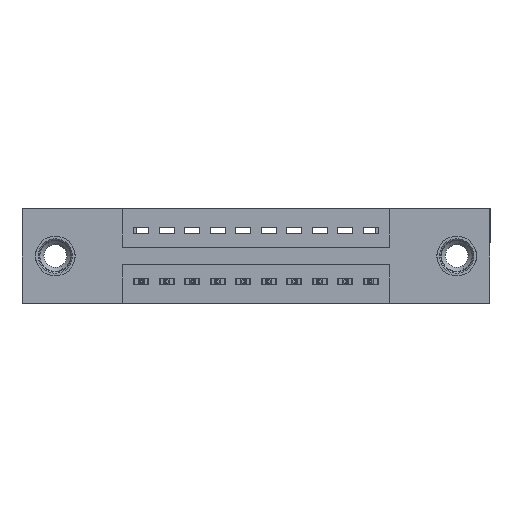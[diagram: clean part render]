
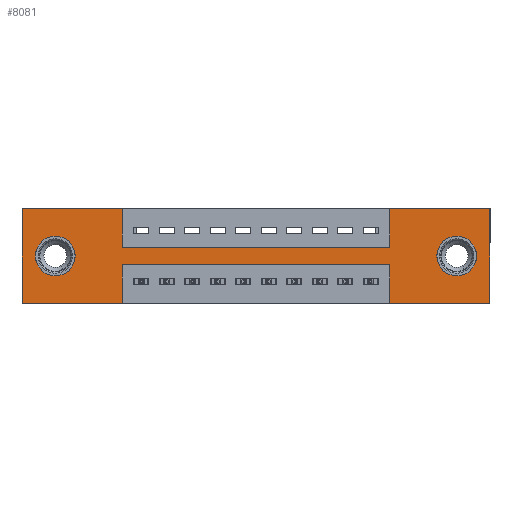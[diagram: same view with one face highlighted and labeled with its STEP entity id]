
A CAD part, front view. The second image highlights one B-rep face of the part: STEP entity #8081.
In plain terms, the highlighted planar face has unit normal (0, -1, 0).
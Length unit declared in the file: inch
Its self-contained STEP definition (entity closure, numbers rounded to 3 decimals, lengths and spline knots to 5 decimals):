
#249 = VECTOR ( 'NONE', #15015, 39.37008 ) ;
#264 = CARTESIAN_POINT ( 'NONE',  ( 0., 0., -0.37 ) ) ;
#282 = DIRECTION ( 'NONE',  ( 0., 0., 1. ) ) ;
#375 = ORIENTED_EDGE ( 'NONE', *, *, #4454, .F. ) ;
#424 = CARTESIAN_POINT ( 'NONE',  ( 0.3925, 0., -0.22 ) ) ;
#441 = LINE ( 'NONE', #15734, #6177 ) ;
#479 = VERTEX_POINT ( 'NONE', #14420 ) ;
#628 = CARTESIAN_POINT ( 'NONE',  ( 0., 0., 0. ) ) ;
#1081 = DIRECTION ( 'NONE',  ( 0., 1., 0. ) ) ;
#1120 = CARTESIAN_POINT ( 'NONE',  ( 1.4425, 0., -0.15 ) ) ;
#1222 = FACE_OUTER_BOUND ( 'NONE', #11702, .T. ) ;
#1491 = EDGE_CURVE ( 'NONE', #12432, #13231, #3634, .T. ) ;
#2009 = CARTESIAN_POINT ( 'NONE',  ( 0.3925, 0., -0.15 ) ) ;
#2111 = EDGE_CURVE ( 'NONE', #6958, #6783, #6813, .T. ) ;
#2172 = DIRECTION ( 'NONE',  ( -1., 0., 0. ) ) ;
#2258 = CARTESIAN_POINT ( 'NONE',  ( 0.13, 0., -0.185 ) ) ;
#2614 = EDGE_LOOP ( 'NONE', ( #5802, #7417 ) ) ;
#2989 = EDGE_CURVE ( 'NONE', #6783, #14724, #3286, .T. ) ;
#3176 = AXIS2_PLACEMENT_3D ( 'NONE', #2258, #7408, #15184 ) ;
#3232 = VERTEX_POINT ( 'NONE', #5722 ) ;
#3286 = LINE ( 'NONE', #13734, #3305 ) ;
#3305 = VECTOR ( 'NONE', #2172, 39.37008 ) ;
#3447 = DIRECTION ( 'NONE',  ( 0., 0., 1. ) ) ;
#3634 = LINE ( 'NONE', #13921, #10530 ) ;
#3753 = FACE_BOUND ( 'NONE', #2614, .T. ) ;
#4338 = LINE ( 'NONE', #9540, #15628 ) ;
#4454 = EDGE_CURVE ( 'NONE', #13231, #14800, #6217, .T. ) ;
#4470 = CIRCLE ( 'NONE', #8761, 0.078 ) ;
#4546 = CARTESIAN_POINT ( 'NONE',  ( 1.4425, 0., -0.22 ) ) ;
#5118 = FACE_BOUND ( 'NONE', #14884, .T. ) ;
#5178 = ORIENTED_EDGE ( 'NONE', *, *, #11709, .F. ) ;
#5255 = CARTESIAN_POINT ( 'NONE',  ( 0.3925, 0., -0.22 ) ) ;
#5528 = CARTESIAN_POINT ( 'NONE',  ( 1.705, 0., -0.185 ) ) ;
#5536 = DIRECTION ( 'NONE',  ( -1., 0., 0. ) ) ;
#5552 = DIRECTION ( 'NONE',  ( 0., 0., -1. ) ) ;
#5575 = LINE ( 'NONE', #5255, #12048 ) ;
#5722 = CARTESIAN_POINT ( 'NONE',  ( 1.4425, 0., 0. ) ) ;
#5802 = ORIENTED_EDGE ( 'NONE', *, *, #8124, .T. ) ;
#5860 = LINE ( 'NONE', #628, #8553 ) ;
#5916 = DIRECTION ( 'NONE',  ( 0., 1., 0. ) ) ;
#6041 = CARTESIAN_POINT ( 'NONE',  ( 1.4425, 0., 0. ) ) ;
#6122 = DIRECTION ( 'NONE',  ( 0., 0., 1. ) ) ;
#6131 = AXIS2_PLACEMENT_3D ( 'NONE', #10776, #9649, #8303 ) ;
#6177 = VECTOR ( 'NONE', #282, 39.37008 ) ;
#6210 = DIRECTION ( 'NONE',  ( 0., -1., 0. ) ) ;
#6217 = LINE ( 'NONE', #12455, #9815 ) ;
#6242 = ORIENTED_EDGE ( 'NONE', *, *, #2111, .F. ) ;
#6244 = VECTOR ( 'NONE', #5552, 39.37008 ) ;
#6373 = PLANE ( 'NONE',  #9828 ) ;
#6464 = LINE ( 'NONE', #7892, #10466 ) ;
#6578 = EDGE_CURVE ( 'NONE', #3232, #12411, #4338, .T. ) ;
#6650 = VERTEX_POINT ( 'NONE', #1120 ) ;
#6783 = VERTEX_POINT ( 'NONE', #16635 ) ;
#6798 = DIRECTION ( 'NONE',  ( 0., 0., 1. ) ) ;
#6813 = LINE ( 'NONE', #14407, #6244 ) ;
#6958 = VERTEX_POINT ( 'NONE', #424 ) ;
#7030 = VERTEX_POINT ( 'NONE', #12396 ) ;
#7306 = CARTESIAN_POINT ( 'NONE',  ( 1.835, 0., -0.37 ) ) ;
#7408 = DIRECTION ( 'NONE',  ( 0., 1., 0. ) ) ;
#7417 = ORIENTED_EDGE ( 'NONE', *, *, #10920, .T. ) ;
#7477 = ORIENTED_EDGE ( 'NONE', *, *, #12641, .F. ) ;
#7660 = CARTESIAN_POINT ( 'NONE',  ( 0.13, 0., -0.185 ) ) ;
#7892 = CARTESIAN_POINT ( 'NONE',  ( 1.835, 0., 0. ) ) ;
#8081 = ADVANCED_FACE ( 'NONE', ( #3753, #5118, #1222 ), #6373, .T. ) ;
#8124 = EDGE_CURVE ( 'NONE', #10779, #7030, #4470, .T. ) ;
#8149 = VERTEX_POINT ( 'NONE', #8426 ) ;
#8303 = DIRECTION ( 'NONE',  ( 0., 0., -1. ) ) ;
#8371 = LINE ( 'NONE', #9552, #11014 ) ;
#8426 = CARTESIAN_POINT ( 'NONE',  ( 0.13, 0., -0.263 ) ) ;
#8553 = VECTOR ( 'NONE', #6798, 39.37008 ) ;
#8730 = DIRECTION ( 'NONE',  ( 0., 0., -1. ) ) ;
#8761 = AXIS2_PLACEMENT_3D ( 'NONE', #5528, #5916, #10667 ) ;
#9341 = ORIENTED_EDGE ( 'NONE', *, *, #6578, .F. ) ;
#9540 = CARTESIAN_POINT ( 'NONE',  ( 0., 0., 0. ) ) ;
#9552 = CARTESIAN_POINT ( 'NONE',  ( 0., 0., -0.37 ) ) ;
#9649 = DIRECTION ( 'NONE',  ( 0., 1., 0. ) ) ;
#9815 = VECTOR ( 'NONE', #8730, 39.37008 ) ;
#9828 = AXIS2_PLACEMENT_3D ( 'NONE', #13876, #6210, #12607 ) ;
#9963 = ORIENTED_EDGE ( 'NONE', *, *, #13104, .F. ) ;
#9991 = ORIENTED_EDGE ( 'NONE', *, *, #12018, .T. ) ;
#10191 = VECTOR ( 'NONE', #6122, 39.37008 ) ;
#10202 = ORIENTED_EDGE ( 'NONE', *, *, #13701, .F. ) ;
#10373 = CARTESIAN_POINT ( 'NONE',  ( 0.13, 0., -0.107 ) ) ;
#10456 = CIRCLE ( 'NONE', #3176, 0.078 ) ;
#10466 = VECTOR ( 'NONE', #11615, 39.37008 ) ;
#10530 = VECTOR ( 'NONE', #15612, 39.37008 ) ;
#10667 = DIRECTION ( 'NONE',  ( 0., 0., -1. ) ) ;
#10776 = CARTESIAN_POINT ( 'NONE',  ( 1.705, 0., -0.185 ) ) ;
#10779 = VERTEX_POINT ( 'NONE', #15682 ) ;
#10915 = ORIENTED_EDGE ( 'NONE', *, *, #2989, .F. ) ;
#10920 = EDGE_CURVE ( 'NONE', #7030, #10779, #15559, .T. ) ;
#11014 = VECTOR ( 'NONE', #5536, 39.37008 ) ;
#11145 = VERTEX_POINT ( 'NONE', #7306 ) ;
#11224 = LINE ( 'NONE', #2009, #249 ) ;
#11615 = DIRECTION ( 'NONE',  ( 0., 0., -1. ) ) ;
#11702 = EDGE_LOOP ( 'NONE', ( #6242, #5178, #9963, #15676, #7477, #9341, #15558, #10202, #375, #15716, #13560, #10915 ) ) ;
#11709 = EDGE_CURVE ( 'NONE', #14190, #6958, #5575, .T. ) ;
#11988 = EDGE_CURVE ( 'NONE', #8149, #15030, #15584, .T. ) ;
#12018 = EDGE_CURVE ( 'NONE', #15030, #8149, #10456, .T. ) ;
#12048 = VECTOR ( 'NONE', #14359, 39.37008 ) ;
#12396 = CARTESIAN_POINT ( 'NONE',  ( 1.705, 0., -0.263 ) ) ;
#12411 = VERTEX_POINT ( 'NONE', #16415 ) ;
#12432 = VERTEX_POINT ( 'NONE', #15241 ) ;
#12455 = CARTESIAN_POINT ( 'NONE',  ( 0.3925, 0., 0. ) ) ;
#12519 = LINE ( 'NONE', #6041, #10191 ) ;
#12561 = ORIENTED_EDGE ( 'NONE', *, *, #11988, .T. ) ;
#12607 = DIRECTION ( 'NONE',  ( 0., 0., -1. ) ) ;
#12641 = EDGE_CURVE ( 'NONE', #12411, #11145, #6464, .T. ) ;
#12663 = EDGE_CURVE ( 'NONE', #14724, #12432, #5860, .T. ) ;
#12667 = EDGE_CURVE ( 'NONE', #11145, #479, #8371, .T. ) ;
#12934 = EDGE_CURVE ( 'NONE', #6650, #3232, #12519, .T. ) ;
#13104 = EDGE_CURVE ( 'NONE', #479, #14190, #441, .T. ) ;
#13231 = VERTEX_POINT ( 'NONE', #13776 ) ;
#13560 = ORIENTED_EDGE ( 'NONE', *, *, #12663, .F. ) ;
#13701 = EDGE_CURVE ( 'NONE', #14800, #6650, #11224, .T. ) ;
#13734 = CARTESIAN_POINT ( 'NONE',  ( 0., 0., -0.37 ) ) ;
#13776 = CARTESIAN_POINT ( 'NONE',  ( 0.3925, 0., 0. ) ) ;
#13876 = CARTESIAN_POINT ( 'NONE',  ( 0., 0., -0.37 ) ) ;
#13921 = CARTESIAN_POINT ( 'NONE',  ( 0., 0., 0. ) ) ;
#14190 = VERTEX_POINT ( 'NONE', #4546 ) ;
#14359 = DIRECTION ( 'NONE',  ( -1., 0., 0. ) ) ;
#14407 = CARTESIAN_POINT ( 'NONE',  ( 0.3925, 0., -0.37 ) ) ;
#14420 = CARTESIAN_POINT ( 'NONE',  ( 1.4425, 0., -0.37 ) ) ;
#14714 = DIRECTION ( 'NONE',  ( 1., 0., 0. ) ) ;
#14724 = VERTEX_POINT ( 'NONE', #264 ) ;
#14800 = VERTEX_POINT ( 'NONE', #16121 ) ;
#14884 = EDGE_LOOP ( 'NONE', ( #9991, #12561 ) ) ;
#15015 = DIRECTION ( 'NONE',  ( 1., 0., 0. ) ) ;
#15030 = VERTEX_POINT ( 'NONE', #10373 ) ;
#15184 = DIRECTION ( 'NONE',  ( 0., 0., 1. ) ) ;
#15241 = CARTESIAN_POINT ( 'NONE',  ( 0., 0., 0. ) ) ;
#15558 = ORIENTED_EDGE ( 'NONE', *, *, #12934, .F. ) ;
#15559 = CIRCLE ( 'NONE', #6131, 0.078 ) ;
#15584 = CIRCLE ( 'NONE', #16647, 0.078 ) ;
#15612 = DIRECTION ( 'NONE',  ( 1., 0., 0. ) ) ;
#15628 = VECTOR ( 'NONE', #14714, 39.37008 ) ;
#15676 = ORIENTED_EDGE ( 'NONE', *, *, #12667, .F. ) ;
#15682 = CARTESIAN_POINT ( 'NONE',  ( 1.705, 0., -0.107 ) ) ;
#15716 = ORIENTED_EDGE ( 'NONE', *, *, #1491, .F. ) ;
#15734 = CARTESIAN_POINT ( 'NONE',  ( 1.4425, 0., -0.37 ) ) ;
#16121 = CARTESIAN_POINT ( 'NONE',  ( 0.3925, 0., -0.15 ) ) ;
#16415 = CARTESIAN_POINT ( 'NONE',  ( 1.835, 0., 0. ) ) ;
#16635 = CARTESIAN_POINT ( 'NONE',  ( 0.3925, 0., -0.37 ) ) ;
#16647 = AXIS2_PLACEMENT_3D ( 'NONE', #7660, #1081, #3447 ) ;
